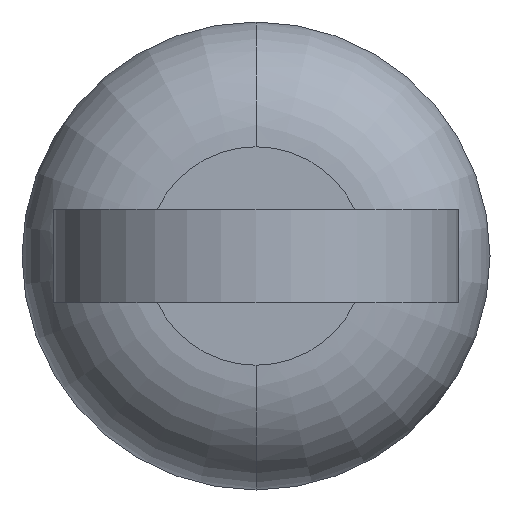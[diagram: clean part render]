
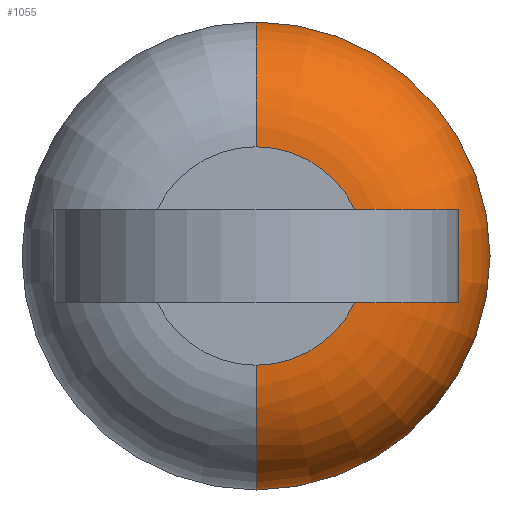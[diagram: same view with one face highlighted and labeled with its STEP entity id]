
A CAD part, front view. The second image highlights one B-rep face of the part: STEP entity #1055.
In plain terms, the highlighted toroidal (fillet/blend) face has major radius 3.5 mm and minor radius 4 mm.
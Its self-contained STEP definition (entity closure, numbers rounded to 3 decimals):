
#9 = B_SPLINE_CURVE_WITH_KNOTS ( 'NONE', 3,
 ( #116, #170, #417, #220, #315, #247, #286, #190 ),
 .UNSPECIFIED., .F., .F.,
 ( 4, 2, 2, 4 ),
 ( 0., 0.002, 0.002, 0.003 ),
 .UNSPECIFIED. ) ;
#10 = B_SPLINE_CURVE_WITH_KNOTS ( 'NONE', 3,
 ( #278, #273, #276, #385, #352, #405, #183, #199, #256, #269 ),
 .UNSPECIFIED., .F., .F.,
 ( 4, 2, 2, 2, 4 ),
 ( 0., 0.001, 0.002, 0.003, 0.004 ),
 .UNSPECIFIED. ) ;
#12 = B_SPLINE_CURVE_WITH_KNOTS ( 'NONE', 3,
 ( #337, #336, #335, #334, #333, #332, #331, #330, #329, #328, #327, #326 ),
 .UNSPECIFIED., .F., .F.,
 ( 4, 2, 2, 2, 2, 4 ),
 ( 0., 0.001, 0.001, 0.002, 0.003, 0.004 ),
 .UNSPECIFIED. ) ;
#116 = CARTESIAN_POINT ( 'NONE',  ( 6.5, 14.062, -1.5 ) ) ;
#156 = CARTESIAN_POINT ( 'NONE',  ( 0., 12.5, 0. ) ) ;
#166 = DIRECTION ( 'NONE',  ( 0., -1., 0. ) ) ;
#170 = CARTESIAN_POINT ( 'NONE',  ( 6.5, 13.918, -1.009 ) ) ;
#183 = CARTESIAN_POINT ( 'NONE',  ( 4.424, 12.663, 1.5 ) ) ;
#190 = CARTESIAN_POINT ( 'NONE',  ( 6.5, 14.062, 1.5 ) ) ;
#199 = CARTESIAN_POINT ( 'NONE',  ( 3.799, 12.531, 1.5 ) ) ;
#204 = DIRECTION ( 'NONE',  ( 0., 1., 0. ) ) ;
#211 = DIRECTION ( 'NONE',  ( 0., 0., 1. ) ) ;
#220 = CARTESIAN_POINT ( 'NONE',  ( 6.5, 13.854, 0.246 ) ) ;
#224 = CARTESIAN_POINT ( 'NONE',  ( 0., 16.5, 0. ) ) ;
#233 = DIRECTION ( 'NONE',  ( 0., 0., -1. ) ) ;
#234 = DIRECTION ( 'NONE',  ( 1., 0., 0. ) ) ;
#235 = CARTESIAN_POINT ( 'NONE',  ( 0., 16.5, -3.5 ) ) ;
#237 = DIRECTION ( 'NONE',  ( 0., 0., 1. ) ) ;
#239 = DIRECTION ( 'NONE',  ( -1., 0., 0. ) ) ;
#240 = CARTESIAN_POINT ( 'NONE',  ( 0., 16.5, 3.5 ) ) ;
#242 = DIRECTION ( 'NONE',  ( 0., 0., 1. ) ) ;
#243 = DIRECTION ( 'NONE',  ( 0., -1., 0. ) ) ;
#244 = CARTESIAN_POINT ( 'NONE',  ( 0., 12.5, 0. ) ) ;
#247 = CARTESIAN_POINT ( 'NONE',  ( 6.5, 13.938, 1.006 ) ) ;
#256 = CARTESIAN_POINT ( 'NONE',  ( 3.482, 12.5, 1.5 ) ) ;
#269 = CARTESIAN_POINT ( 'NONE',  ( 3.162, 12.5, 1.5 ) ) ;
#270 = DIRECTION ( 'NONE',  ( 0., 0., 1. ) ) ;
#271 = DIRECTION ( 'NONE',  ( 0., 1., 0. ) ) ;
#272 = CARTESIAN_POINT ( 'NONE',  ( 0., 16.5, 0. ) ) ;
#273 = CARTESIAN_POINT ( 'NONE',  ( 6.301, 13.81, 1.5 ) ) ;
#276 = CARTESIAN_POINT ( 'NONE',  ( 6.077, 13.587, 1.5 ) ) ;
#278 = CARTESIAN_POINT ( 'NONE',  ( 6.5, 14.062, 1.5 ) ) ;
#286 = CARTESIAN_POINT ( 'NONE',  ( 6.5, 13.99, 1.255 ) ) ;
#315 = CARTESIAN_POINT ( 'NONE',  ( 6.5, 13.87, 0.501 ) ) ;
#326 = CARTESIAN_POINT ( 'NONE',  ( 6.5, 14.062, -1.5 ) ) ;
#327 = CARTESIAN_POINT ( 'NONE',  ( 6.301, 13.81, -1.5 ) ) ;
#328 = CARTESIAN_POINT ( 'NONE',  ( 6.072, 13.582, -1.5 ) ) ;
#329 = CARTESIAN_POINT ( 'NONE',  ( 5.57, 13.19, -1.5 ) ) ;
#330 = CARTESIAN_POINT ( 'NONE',  ( 5.3, 13.027, -1.5 ) ) ;
#331 = CARTESIAN_POINT ( 'NONE',  ( 4.868, 12.828, -1.5 ) ) ;
#332 = CARTESIAN_POINT ( 'NONE',  ( 4.718, 12.769, -1.5 ) ) ;
#333 = CARTESIAN_POINT ( 'NONE',  ( 4.415, 12.67, -1.5 ) ) ;
#334 = CARTESIAN_POINT ( 'NONE',  ( 4.262, 12.629, -1.5 ) ) ;
#335 = CARTESIAN_POINT ( 'NONE',  ( 3.798, 12.531, -1.5 ) ) ;
#336 = CARTESIAN_POINT ( 'NONE',  ( 3.483, 12.5, -1.5 ) ) ;
#337 = CARTESIAN_POINT ( 'NONE',  ( 3.162, 12.5, -1.5 ) ) ;
#352 = CARTESIAN_POINT ( 'NONE',  ( 5.302, 13.028, 1.5 ) ) ;
#385 = CARTESIAN_POINT ( 'NONE',  ( 5.578, 13.196, 1.5 ) ) ;
#405 = CARTESIAN_POINT ( 'NONE',  ( 4.727, 12.763, 1.5 ) ) ;
#414 = DIRECTION ( 'NONE',  ( 0., 0., 1. ) ) ;
#417 = CARTESIAN_POINT ( 'NONE',  ( 6.5, 13.855, -0.51 ) ) ;
#449 = AXIS2_PLACEMENT_3D ( 'NONE', #156, #166, #414 ) ;
#458 = CIRCLE ( 'NONE', #465, 4. ) ;
#464 = CIRCLE ( 'NONE', #467, 4. ) ;
#465 = AXIS2_PLACEMENT_3D ( 'NONE', #240, #239, #237 ) ;
#467 = AXIS2_PLACEMENT_3D ( 'NONE', #235, #234, #233 ) ;
#484 = AXIS2_PLACEMENT_3D ( 'NONE', #244, #243, #242 ) ;
#486 = CIRCLE ( 'NONE', #541, 7.5 ) ;
#495 = CIRCLE ( 'NONE', #484, 3.5 ) ;
#496 = TOROIDAL_SURFACE ( 'NONE', #528, 3.5, 4. ) ;
#528 = AXIS2_PLACEMENT_3D ( 'NONE', #272, #271, #270 ) ;
#541 = AXIS2_PLACEMENT_3D ( 'NONE', #224, #204, #211 ) ;
#562 = CIRCLE ( 'NONE', #449, 3.5 ) ;
#584 = ORIENTED_EDGE ( 'NONE', *, *, #1000, .F. ) ;
#640 = VERTEX_POINT ( 'NONE', #1122 ) ;
#671 = VERTEX_POINT ( 'NONE', #1126 ) ;
#672 = VERTEX_POINT ( 'NONE', #1127 ) ;
#673 = VERTEX_POINT ( 'NONE', #1128 ) ;
#720 = VERTEX_POINT ( 'NONE', #1138 ) ;
#729 = ORIENTED_EDGE ( 'NONE', *, *, #999, .F. ) ;
#733 = ORIENTED_EDGE ( 'NONE', *, *, #1002, .F. ) ;
#735 = ORIENTED_EDGE ( 'NONE', *, *, #1079, .T. ) ;
#737 = ORIENTED_EDGE ( 'NONE', *, *, #1040, .F. ) ;
#741 = ORIENTED_EDGE ( 'NONE', *, *, #1078, .F. ) ;
#743 = ORIENTED_EDGE ( 'NONE', *, *, #1004, .F. ) ;
#745 = ORIENTED_EDGE ( 'NONE', *, *, #1077, .F. ) ;
#753 = VERTEX_POINT ( 'NONE', #1139 ) ;
#794 = FACE_OUTER_BOUND ( 'NONE', #916, .T. ) ;
#843 = VERTEX_POINT ( 'NONE', #1152 ) ;
#880 = VERTEX_POINT ( 'NONE', #1161 ) ;
#916 = EDGE_LOOP ( 'NONE', ( #729, #735, #743, #741, #745, #733, #584, #737 ) ) ;
#999 = EDGE_CURVE ( 'NONE', #843, #671, #562, .T. ) ;
#1000 = EDGE_CURVE ( 'NONE', #753, #880, #9, .T. ) ;
#1002 = EDGE_CURVE ( 'NONE', #880, #720, #10, .T. ) ;
#1004 = EDGE_CURVE ( 'NONE', #673, #640, #486, .T. ) ;
#1040 = EDGE_CURVE ( 'NONE', #671, #753, #12, .T. ) ;
#1055 = ADVANCED_FACE ( 'NONE', ( #794 ), #496, .T. ) ;
#1077 = EDGE_CURVE ( 'NONE', #720, #672, #495, .T. ) ;
#1078 = EDGE_CURVE ( 'NONE', #672, #673, #458, .T. ) ;
#1079 = EDGE_CURVE ( 'NONE', #843, #640, #464, .T. ) ;
#1122 = CARTESIAN_POINT ( 'NONE',  ( 0., 16.5, -7.5 ) ) ;
#1126 = CARTESIAN_POINT ( 'NONE',  ( 3.162, 12.5, -1.5 ) ) ;
#1127 = CARTESIAN_POINT ( 'NONE',  ( 0., 12.5, 3.5 ) ) ;
#1128 = CARTESIAN_POINT ( 'NONE',  ( 0., 16.5, 7.5 ) ) ;
#1138 = CARTESIAN_POINT ( 'NONE',  ( 3.162, 12.5, 1.5 ) ) ;
#1139 = CARTESIAN_POINT ( 'NONE',  ( 6.5, 14.062, -1.5 ) ) ;
#1152 = CARTESIAN_POINT ( 'NONE',  ( 0., 12.5, -3.5 ) ) ;
#1161 = CARTESIAN_POINT ( 'NONE',  ( 6.5, 14.062, 1.5 ) ) ;
